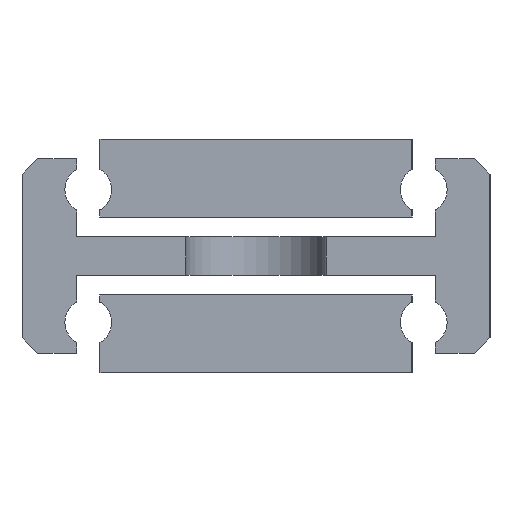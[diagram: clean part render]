
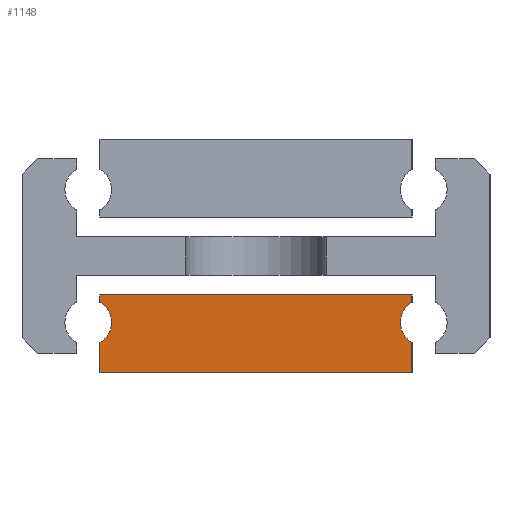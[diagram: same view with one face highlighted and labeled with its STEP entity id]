
A CAD part, left-side view. The second image highlights one B-rep face of the part: STEP entity #1148.
In plain terms, the highlighted planar face has unit normal (-1, 0, 0).
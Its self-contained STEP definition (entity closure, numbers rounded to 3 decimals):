
#108=PLANE('',#1315);
#164=FACE_OUTER_BOUND('',#264,.T.);
#264=EDGE_LOOP('',(#1055,#1056,#1057,#1058,#1059,#1060,#1061,#1062));
#351=LINE('',#1913,#455);
#355=LINE('',#1922,#459);
#359=LINE('',#1930,#463);
#364=LINE('',#1941,#468);
#366=LINE('',#1944,#470);
#370=LINE('',#1951,#474);
#455=VECTOR('',#1591,1000.);
#459=VECTOR('',#1597,1000.);
#463=VECTOR('',#1603,1000.);
#468=VECTOR('',#1610,1000.);
#470=VECTOR('',#1614,1000.);
#474=VECTOR('',#1620,1000.);
#517=CIRCLE('',#1316,3.);
#518=CIRCLE('',#1317,3.);
#611=VERTEX_POINT('',#1911);
#612=VERTEX_POINT('',#1912);
#615=VERTEX_POINT('',#1920);
#616=VERTEX_POINT('',#1921);
#619=VERTEX_POINT('',#1929);
#623=VERTEX_POINT('',#1938);
#624=VERTEX_POINT('',#1940);
#626=VERTEX_POINT('',#1949);
#751=EDGE_CURVE('',#611,#612,#351,.T.);
#755=EDGE_CURVE('',#615,#616,#355,.T.);
#759=EDGE_CURVE('',#612,#619,#359,.T.);
#764=EDGE_CURVE('',#623,#624,#364,.T.);
#766=EDGE_CURVE('',#624,#615,#366,.T.);
#770=EDGE_CURVE('',#626,#611,#370,.T.);
#773=EDGE_CURVE('',#626,#616,#517,.T.);
#774=EDGE_CURVE('',#623,#619,#518,.T.);
#1055=ORIENTED_EDGE('',*,*,#770,.F.);
#1056=ORIENTED_EDGE('',*,*,#773,.T.);
#1057=ORIENTED_EDGE('',*,*,#755,.F.);
#1058=ORIENTED_EDGE('',*,*,#766,.F.);
#1059=ORIENTED_EDGE('',*,*,#764,.F.);
#1060=ORIENTED_EDGE('',*,*,#774,.T.);
#1061=ORIENTED_EDGE('',*,*,#759,.F.);
#1062=ORIENTED_EDGE('',*,*,#751,.F.);
#1148=ADVANCED_FACE('',(#164),#108,.F.);
#1315=AXIS2_PLACEMENT_3D('',#1955,#1627,#1628);
#1316=AXIS2_PLACEMENT_3D('',#1956,#1629,#1630);
#1317=AXIS2_PLACEMENT_3D('',#1957,#1631,#1632);
#1591=DIRECTION('',(0.,1.,0.));
#1597=DIRECTION('',(0.,0.,-1.));
#1603=DIRECTION('',(0.,0.,1.));
#1610=DIRECTION('',(0.,0.,1.));
#1614=DIRECTION('',(0.,-1.,0.));
#1620=DIRECTION('',(0.,0.,-1.));
#1627=DIRECTION('center_axis',(1.,0.,0.));
#1628=DIRECTION('ref_axis',(0.,0.,-1.));
#1629=DIRECTION('center_axis',(1.,0.,0.));
#1630=DIRECTION('ref_axis',(0.,0.,-1.));
#1631=DIRECTION('center_axis',(1.,0.,0.));
#1632=DIRECTION('ref_axis',(0.,0.,-1.));
#1911=CARTESIAN_POINT('',(-475.,-20.,-5.));
#1912=CARTESIAN_POINT('',(-475.,20.,-5.));
#1913=CARTESIAN_POINT('',(-475.,20.,-5.));
#1920=CARTESIAN_POINT('',(-475.,-20.,5.));
#1921=CARTESIAN_POINT('',(-475.,-20.,4.098));
#1922=CARTESIAN_POINT('',(-475.,-20.,5.));
#1929=CARTESIAN_POINT('',(-475.,20.,-1.098));
#1930=CARTESIAN_POINT('',(-475.,20.,5.));
#1938=CARTESIAN_POINT('',(-475.,20.,4.098));
#1940=CARTESIAN_POINT('',(-475.,20.,5.));
#1941=CARTESIAN_POINT('',(-475.,20.,5.));
#1944=CARTESIAN_POINT('',(-475.,20.,5.));
#1949=CARTESIAN_POINT('',(-475.,-20.,-1.098));
#1951=CARTESIAN_POINT('',(-475.,-20.,5.));
#1955=CARTESIAN_POINT('Origin',(-475.,0.,0.));
#1956=CARTESIAN_POINT('Origin',(-475.,-21.5,1.5));
#1957=CARTESIAN_POINT('Origin',(-475.,21.5,1.5));
